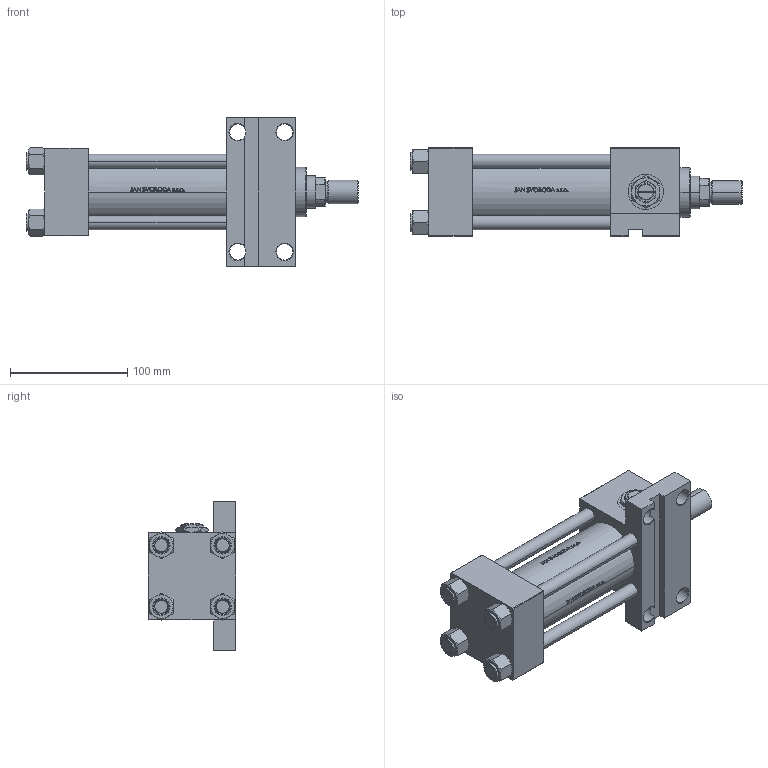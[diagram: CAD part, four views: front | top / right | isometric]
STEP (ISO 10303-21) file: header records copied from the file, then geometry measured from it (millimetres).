
FILE_DESCRIPTION (( 'STEP AP203' ), '1' );
FILE_NAME ('f78a.STEP', '2023-01-17T17:50:19', ( '' ), ( '' ), 'SwSTEP 2.0', 'SolidWorks 2019', '' );
FILE_SCHEMA (( 'CONFIG_CONTROL_DESIGN' ));
Length unit declared in the file: millimetre
Products named in the file (8): V215_VC_A 46b982f67de2d18f4752630c1ba5543b; V215CR_VCP_F 46b982f67de2d18f4752630c1ba5543b; Zatka_pro_OIL_PORT 46b982f67de2d18f4752630c1ba5543b; V215CR_F_TYCINKA 46b982f67de2d18f4752630c1ba5543b; ROD_END_AH 46b982f67de2d18f4752630c1ba5543b; NUT_M5_F 46b982f67de2d18f4752630c1ba5543b; V215CR_F_Body 46b982f67de2d18f4752630c1ba5543b; f78a
Assembly tree (13 placements, depth 2):
  f78a
    V215CR_F_Body 46b982f67de2d18f4752630c1ba5543b
    V215CR_VCP_F 46b982f67de2d18f4752630c1ba5543b
    V215CR_F_TYCINKA 46b982f67de2d18f4752630c1ba5543b  x4
    NUT_M5_F 46b982f67de2d18f4752630c1ba5543b  x4
    V215_VC_A 46b982f67de2d18f4752630c1ba5543b
    ROD_END_AH 46b982f67de2d18f4752630c1ba5543b
    Zatka_pro_OIL_PORT 46b982f67de2d18f4752630c1ba5543b
Bounding box: 283 x 75 x 127 mm (x, y, z)
Volume: 813349.9 mm3; surface area: 198646.8 mm2
Topology: 13 solids, 13 shells, 1173 faces, 2890 edges, 1863 vertices
Faces by surface type: plane 469, bspline 380, cone 176, cylinder 138, torus 10
Entity records: 50017 total; most frequent: CARTESIAN_POINT 26550, ORIENTED_EDGE 5272, DIRECTION 3424, EDGE_CURVE 2636, VERTEX_POINT 1719, LINE 1336, VECTOR 1336, EDGE_LOOP 1195
